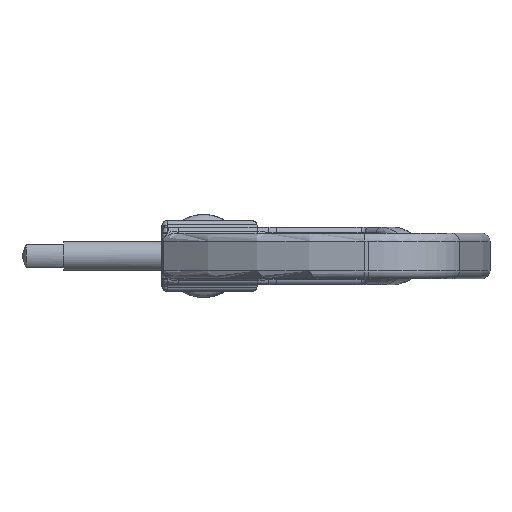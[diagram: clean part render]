
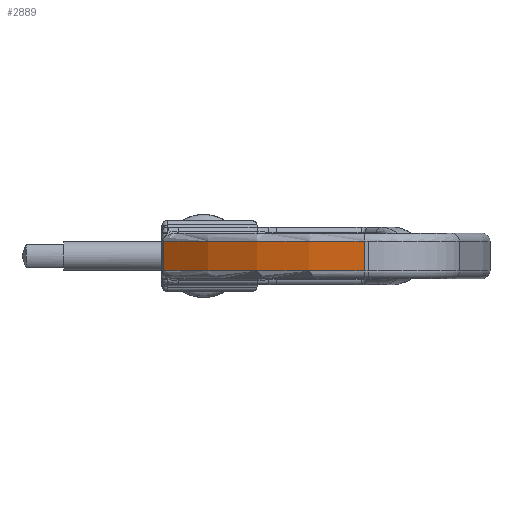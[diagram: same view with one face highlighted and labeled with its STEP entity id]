
A CAD part, left-side view. The second image highlights one B-rep face of the part: STEP entity #2889.
In plain terms, the highlighted cylindrical face has radius 120 mm (diameter 240 mm), a partial arc.
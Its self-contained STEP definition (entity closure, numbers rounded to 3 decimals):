
#2698 = ORIENTED_EDGE ( 'NONE', *, *, #2942, .T. ) ;
#2737 = VERTEX_POINT ( 'NONE', #9454 ) ;
#2768 = EDGE_CURVE ( 'NONE', #2873, #2874, #7314, .T. ) ;
#2847 = ORIENTED_EDGE ( 'NONE', *, *, #2911, .F. ) ;
#2873 = VERTEX_POINT ( 'NONE', #7483 ) ;
#2874 = VERTEX_POINT ( 'NONE', #7511 ) ;
#2875 = ORIENTED_EDGE ( 'NONE', *, *, #2876, .T. ) ;
#2876 = EDGE_CURVE ( 'NONE', #2874, #2877, #7510, .T. ) ;
#2877 = VERTEX_POINT ( 'NONE', #7506 ) ;
#2889 = ADVANCED_FACE ( 'NONE', ( #7691 ), #7568, .T. ) ;
#2890 = EDGE_LOOP ( 'NONE', ( #2891, #2875, #2698, #2847 ) ) ;
#2891 = ORIENTED_EDGE ( 'NONE', *, *, #2768, .T. ) ;
#2911 = EDGE_CURVE ( 'NONE', #2873, #2737, #7655, .T. ) ;
#2942 = EDGE_CURVE ( 'NONE', #2877, #2737, #7632, .T. ) ;
#7310 = DIRECTION ( 'NONE',  ( 1., 0., 0. ) ) ;
#7311 = DIRECTION ( 'NONE',  ( 0., 0., -1. ) ) ;
#7312 = CARTESIAN_POINT ( 'NONE',  ( 7.954, -5.334, 5.5 ) ) ;
#7313 = AXIS2_PLACEMENT_3D ( 'NONE', #7312, #7311, #7310 ) ;
#7314 = CIRCLE ( 'NONE', #7313, 120. ) ;
#7483 = CARTESIAN_POINT ( 'NONE',  ( -111.888, 0.826, 5.5 ) ) ;
#7506 = CARTESIAN_POINT ( 'NONE',  ( -80.599, 75.65, -5.5 ) ) ;
#7507 = DIRECTION ( 'NONE',  ( 0., 0., -1. ) ) ;
#7508 = VECTOR ( 'NONE', #7507, 1000. ) ;
#7509 = CARTESIAN_POINT ( 'NONE',  ( -80.599, 75.65, 6.5 ) ) ;
#7510 = LINE ( 'NONE', #7509, #7508 ) ;
#7511 = CARTESIAN_POINT ( 'NONE',  ( -80.599, 75.65, 5.5 ) ) ;
#7559 = CARTESIAN_POINT ( 'NONE',  ( 7.954, -5.334, 6.5 ) ) ;
#7567 = AXIS2_PLACEMENT_3D ( 'NONE', #7559, #7660, #7693 ) ;
#7568 = CYLINDRICAL_SURFACE ( 'NONE', #7567, 120. ) ;
#7629 = DIRECTION ( 'NONE',  ( -1., 0., 0. ) ) ;
#7630 = DIRECTION ( 'NONE',  ( 0., 0., 1. ) ) ;
#7631 = AXIS2_PLACEMENT_3D ( 'NONE', #7638, #7630, #7629 ) ;
#7632 = CIRCLE ( 'NONE', #7631, 120. ) ;
#7638 = CARTESIAN_POINT ( 'NONE',  ( 7.954, -5.334, -5.5 ) ) ;
#7652 = DIRECTION ( 'NONE',  ( 0., 0., -1. ) ) ;
#7653 = VECTOR ( 'NONE', #7652, 1000. ) ;
#7654 = CARTESIAN_POINT ( 'NONE',  ( -111.888, 0.826, 6.5 ) ) ;
#7655 = LINE ( 'NONE', #7654, #7653 ) ;
#7660 = DIRECTION ( 'NONE',  ( 0., 0., -1. ) ) ;
#7691 = FACE_OUTER_BOUND ( 'NONE', #2890, .T. ) ;
#7693 = DIRECTION ( 'NONE',  ( -1., 0., 0. ) ) ;
#9454 = CARTESIAN_POINT ( 'NONE',  ( -111.888, 0.826, -5.5 ) ) ;
